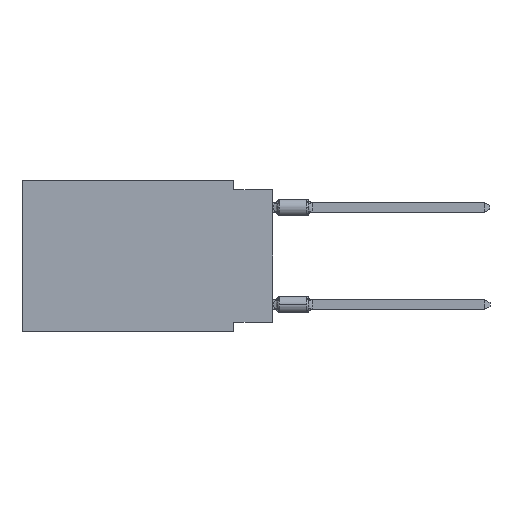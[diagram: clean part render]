
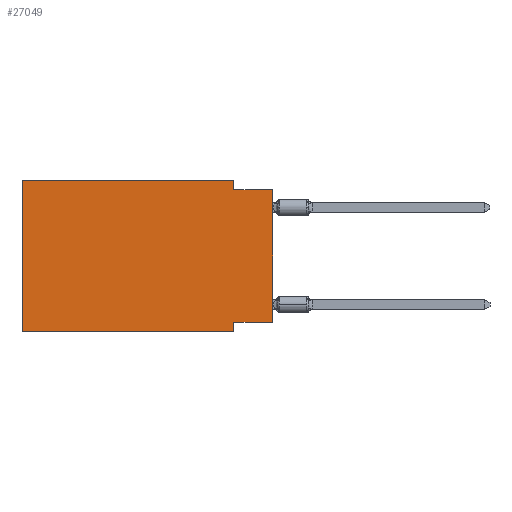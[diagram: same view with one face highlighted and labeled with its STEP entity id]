
A CAD part, left-side view. The second image highlights one B-rep face of the part: STEP entity #27049.
In plain terms, the highlighted planar face has unit normal (-1, 0, 0).
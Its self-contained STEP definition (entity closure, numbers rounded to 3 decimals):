
#86 = ORIENTED_EDGE ( 'NONE', *, *, #13520, .F. ) ;
#104 = CARTESIAN_POINT ( 'NONE',  ( 0., 2.54, 0. ) ) ;
#444 = LINE ( 'NONE', #15362, #10643 ) ;
#679 = LINE ( 'NONE', #26382, #27261 ) ;
#2218 = EDGE_CURVE ( 'NONE', #8396, #16471, #20576, .T. ) ;
#2403 = ORIENTED_EDGE ( 'NONE', *, *, #6076, .F. ) ;
#3531 = PLANE ( 'NONE',  #21732 ) ;
#3585 = LINE ( 'NONE', #23130, #11460 ) ;
#3960 = VERTEX_POINT ( 'NONE', #27568 ) ;
#3968 = DIRECTION ( 'NONE',  ( 0., -1., 0. ) ) ;
#4622 = VERTEX_POINT ( 'NONE', #21046 ) ;
#5694 = LINE ( 'NONE', #14722, #24428 ) ;
#5949 = FACE_OUTER_BOUND ( 'NONE', #13825, .T. ) ;
#6076 = EDGE_CURVE ( 'NONE', #6149, #15586, #23502, .T. ) ;
#6149 = VERTEX_POINT ( 'NONE', #12556 ) ;
#6310 = ORIENTED_EDGE ( 'NONE', *, *, #10726, .F. ) ;
#6743 = DIRECTION ( 'NONE',  ( 0., 0., 1. ) ) ;
#6822 = DIRECTION ( 'NONE',  ( 0., 0., -1. ) ) ;
#6883 = CARTESIAN_POINT ( 'NONE',  ( 0., 16.383, -9.906 ) ) ;
#7341 = CARTESIAN_POINT ( 'NONE',  ( 0., 16.383, -9.906 ) ) ;
#7376 = ORIENTED_EDGE ( 'NONE', *, *, #17660, .F. ) ;
#8396 = VERTEX_POINT ( 'NONE', #6883 ) ;
#8664 = EDGE_CURVE ( 'NONE', #14830, #16471, #3585, .T. ) ;
#10414 = ORIENTED_EDGE ( 'NONE', *, *, #2218, .T. ) ;
#10643 = VECTOR ( 'NONE', #6743, 1000. ) ;
#10726 = EDGE_CURVE ( 'NONE', #4622, #14830, #679, .T. ) ;
#10992 = LINE ( 'NONE', #104, #26635 ) ;
#11460 = VECTOR ( 'NONE', #14483, 1000. ) ;
#12272 = CARTESIAN_POINT ( 'NONE',  ( 0., 16.383, 0. ) ) ;
#12556 = CARTESIAN_POINT ( 'NONE',  ( 0., 2.54, -0.635 ) ) ;
#12835 = CARTESIAN_POINT ( 'NONE',  ( 0., 0., -0.635 ) ) ;
#13511 = VECTOR ( 'NONE', #23347, 1000. ) ;
#13520 = EDGE_CURVE ( 'NONE', #21449, #6149, #10992, .T. ) ;
#13776 = CARTESIAN_POINT ( 'NONE',  ( 0., 0., -0.635 ) ) ;
#13825 = EDGE_LOOP ( 'NONE', ( #23519, #2403, #86, #20667, #7376, #10414, #15023, #6310 ) ) ;
#14483 = DIRECTION ( 'NONE',  ( 0., 0., -1. ) ) ;
#14664 = VECTOR ( 'NONE', #22447, 1000. ) ;
#14722 = CARTESIAN_POINT ( 'NONE',  ( 0., 16.383, 0. ) ) ;
#14830 = VERTEX_POINT ( 'NONE', #27079 ) ;
#14837 = CARTESIAN_POINT ( 'NONE',  ( 0., 0., 0. ) ) ;
#14993 = DIRECTION ( 'NONE',  ( 0., 0., -1. ) ) ;
#15023 = ORIENTED_EDGE ( 'NONE', *, *, #8664, .F. ) ;
#15362 = CARTESIAN_POINT ( 'NONE',  ( 0., 16.383, 0. ) ) ;
#15586 = VERTEX_POINT ( 'NONE', #13776 ) ;
#16471 = VERTEX_POINT ( 'NONE', #21062 ) ;
#17660 = EDGE_CURVE ( 'NONE', #8396, #3960, #444, .T. ) ;
#17758 = VECTOR ( 'NONE', #18766, 1000. ) ;
#18345 = EDGE_CURVE ( 'NONE', #3960, #21449, #5694, .T. ) ;
#18766 = DIRECTION ( 'NONE',  ( 0., -1., 0. ) ) ;
#20576 = LINE ( 'NONE', #7341, #14664 ) ;
#20667 = ORIENTED_EDGE ( 'NONE', *, *, #18345, .F. ) ;
#21046 = CARTESIAN_POINT ( 'NONE',  ( 0., 0., -9.271 ) ) ;
#21062 = CARTESIAN_POINT ( 'NONE',  ( 0., 2.54, -9.906 ) ) ;
#21449 = VERTEX_POINT ( 'NONE', #24286 ) ;
#21732 = AXIS2_PLACEMENT_3D ( 'NONE', #12272, #28074, #14993 ) ;
#22447 = DIRECTION ( 'NONE',  ( 0., -1., 0. ) ) ;
#23130 = CARTESIAN_POINT ( 'NONE',  ( 0., 2.54, -9.906 ) ) ;
#23347 = DIRECTION ( 'NONE',  ( 0., 0., 1. ) ) ;
#23502 = LINE ( 'NONE', #12835, #17758 ) ;
#23519 = ORIENTED_EDGE ( 'NONE', *, *, #23812, .T. ) ;
#23812 = EDGE_CURVE ( 'NONE', #4622, #15586, #25633, .T. ) ;
#24286 = CARTESIAN_POINT ( 'NONE',  ( 0., 2.54, 0. ) ) ;
#24428 = VECTOR ( 'NONE', #3968, 1000. ) ;
#25633 = LINE ( 'NONE', #14837, #13511 ) ;
#26382 = CARTESIAN_POINT ( 'NONE',  ( 0., 0., -9.271 ) ) ;
#26530 = DIRECTION ( 'NONE',  ( 0., 1., 0. ) ) ;
#26635 = VECTOR ( 'NONE', #6822, 1000. ) ;
#27049 = ADVANCED_FACE ( 'NONE', ( #5949 ), #3531, .F. ) ;
#27079 = CARTESIAN_POINT ( 'NONE',  ( 0., 2.54, -9.271 ) ) ;
#27261 = VECTOR ( 'NONE', #26530, 1000. ) ;
#27568 = CARTESIAN_POINT ( 'NONE',  ( 0., 16.383, 0. ) ) ;
#28074 = DIRECTION ( 'NONE',  ( 1., 0., 0. ) ) ;
